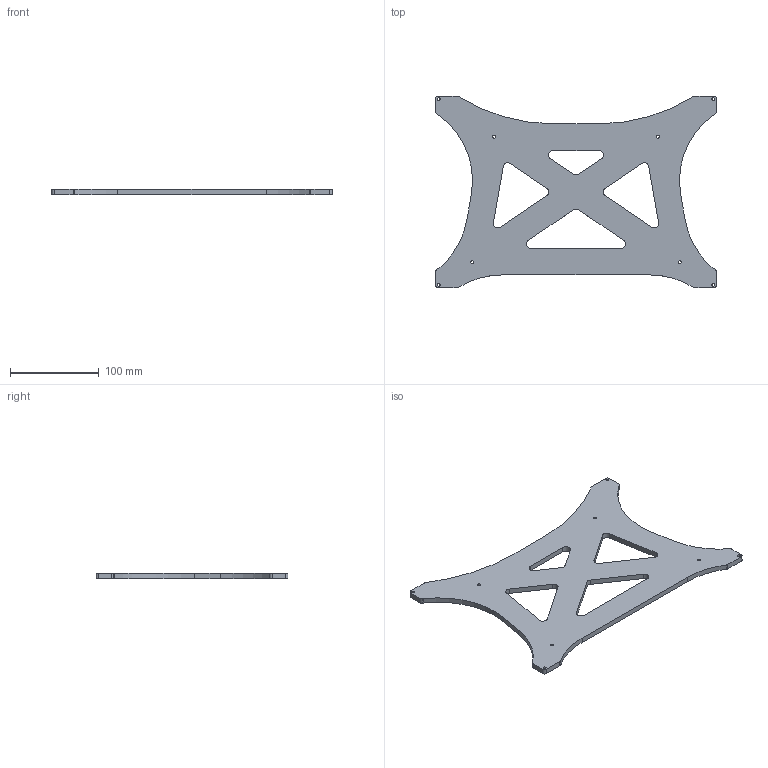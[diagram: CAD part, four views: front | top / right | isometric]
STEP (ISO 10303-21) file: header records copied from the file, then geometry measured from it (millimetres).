
FILE_DESCRIPTION(/* description */ (''),/* implementation_level */ '2;1');
FILE_NAME(/* name */ 'MS-BED-PLATE 1.3.step',/* time_stamp */ '2019-04-11T09:55:15+01:00',/* author */ ('gregY6MPL'),/* organization */ (''),/* preprocessor_version */ 'ST-DEVELOPER v18',/* originating_system */ 'Autodesk Translation Framework v8.2.0.1029',/* authorisation */ '');
FILE_SCHEMA (('AUTOMOTIVE_DESIGN { 1 0 10303 214 3 1 1 }'));
Length unit declared in the file: millimetre
Products named in the file (2): MS-BED-PLATE; Z-Axis Bed Plate
Assembly tree (1 placements, depth 2):
  MS-BED-PLATE
    Z-Axis Bed Plate
Bounding box: 316 x 216 x 6 mm (x, y, z)
Volume: 235475.3 mm3; surface area: 90660.7 mm2
Topology: 1 solids, 1 shells, 68 faces, 198 edges, 132 vertices
Faces by surface type: cylinder 40, plane 28
Full cylindrical faces by diameter (mm): 3.2 x4, 3.332 x4
Entity records: 2383 total; most frequent: DIRECTION 420, CARTESIAN_POINT 401, ORIENTED_EDGE 396, EDGE_CURVE 198, AXIS2_PLACEMENT_3D 151, VERTEX_POINT 132, LINE 118, VECTOR 118
